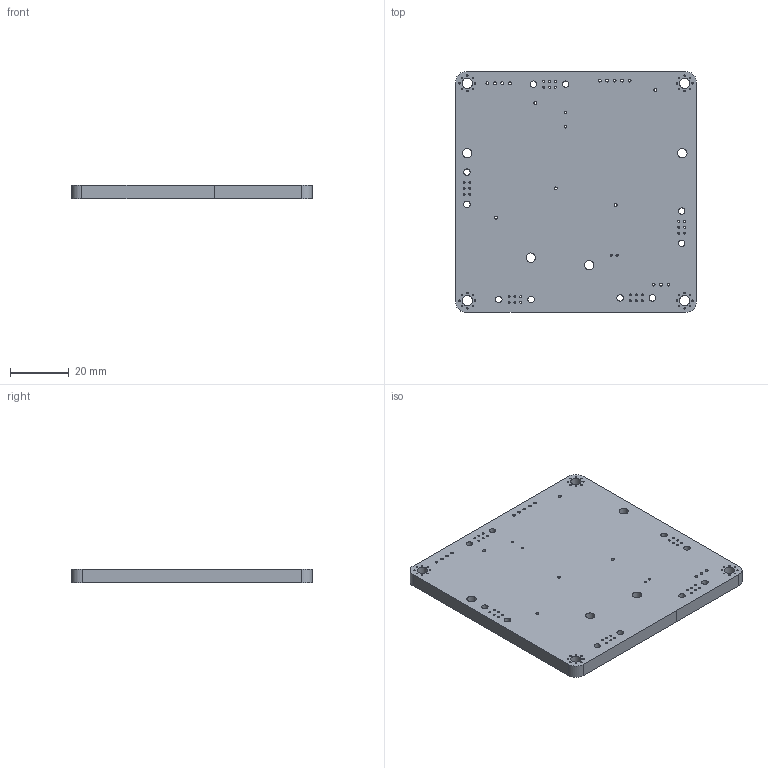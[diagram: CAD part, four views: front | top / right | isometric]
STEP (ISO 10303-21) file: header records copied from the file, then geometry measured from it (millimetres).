
FILE_DESCRIPTION(('KiCad electronic assembly'),'2;1');
FILE_NAME('GrandPapa_Board.step','2022-12-13T06:58:40',('Pcbnew'),( 'Kicad'),'Open CASCADE STEP processor 7.6','KiCad to STEP converter' ,'Unknown');
FILE_SCHEMA(('AUTOMOTIVE_DESIGN { 1 0 10303 214 1 1 1 1 }'));
Length unit declared in the file: millimetre
Products named in the file (2): GrandPapa_Board 1; GrandPapa_Board PCB
Assembly tree (1 placements, depth 2):
  GrandPapa_Board 1
    GrandPapa_Board PCB
Bounding box: 82 x 82 x 4.69 mm (x, y, z)
Volume: 30823.3 mm3; surface area: 16205.6 mm2
Topology: 1 solids, 1 shells, 112 faces, 330 edges, 220 vertices
Faces by surface type: cylinder 105, plane 7
Full cylindrical faces by diameter (mm): 0.5 x32, 0.68 x30, 0.75 x2, 0.8 x2, 1 x17, 2.2 x10, 3.2 x4, 3.5 x4
Entity records: 8605 total; most frequent: DIRECTION 1428, CARTESIAN_POINT 1324, ORIENTED_EDGE 660, PCURVE 660, DEFINITIONAL_REPRESENTATION 660, LINE 570, VECTOR 570, CIRCLE 420
